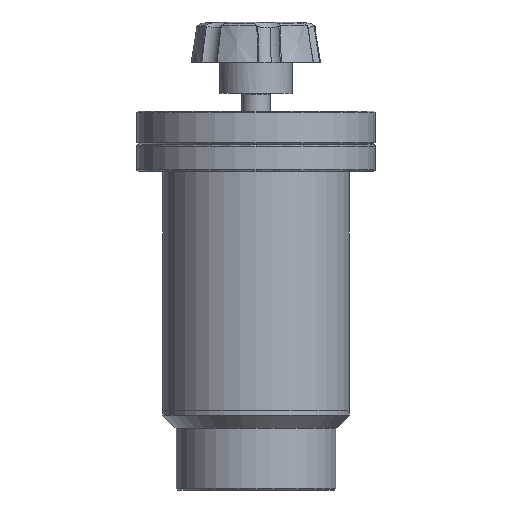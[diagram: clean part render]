
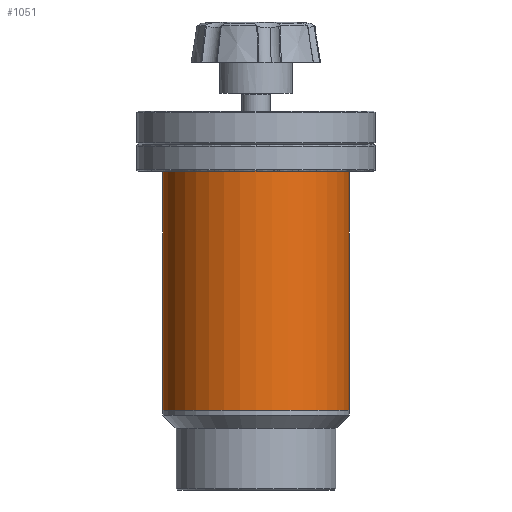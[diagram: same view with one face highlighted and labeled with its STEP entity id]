
A CAD part, front view. The second image highlights one B-rep face of the part: STEP entity #1051.
In plain terms, the highlighted cylindrical face has radius 44.45 mm (diameter 88.9 mm), a partial arc.
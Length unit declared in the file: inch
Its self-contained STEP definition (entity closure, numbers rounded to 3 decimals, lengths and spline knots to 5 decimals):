
#114 = LINE ( 'NONE', #8167, #10179 ) ;
#277 = AXIS2_PLACEMENT_3D ( 'NONE', #7569, #11366, #1839 ) ;
#1051 = ADVANCED_FACE ( 'NONE', ( #11281 ), #3864, .T. ) ;
#1663 = CARTESIAN_POINT ( 'NONE',  ( -1.75, 0., 4.53 ) ) ;
#1839 = DIRECTION ( 'NONE',  ( -1., 0., 0. ) ) ;
#2036 = CARTESIAN_POINT ( 'NONE',  ( 0., 0., 0. ) ) ;
#2400 = CIRCLE ( 'NONE', #2598, 1.75 ) ;
#2481 = VERTEX_POINT ( 'NONE', #3833 ) ;
#2492 = VERTEX_POINT ( 'NONE', #6672 ) ;
#2598 = AXIS2_PLACEMENT_3D ( 'NONE', #9958, #4318, #10851 ) ;
#2872 = EDGE_CURVE ( 'NONE', #12129, #5148, #114, .T. ) ;
#3007 = DIRECTION ( 'NONE',  ( -1., 0., 0. ) ) ;
#3341 = DIRECTION ( 'NONE',  ( 0., 0., -1. ) ) ;
#3833 = CARTESIAN_POINT ( 'NONE',  ( 1.75, 0., 4.53 ) ) ;
#3864 = CYLINDRICAL_SURFACE ( 'NONE', #277, 1.75 ) ;
#4318 = DIRECTION ( 'NONE',  ( 0., 0., -1. ) ) ;
#4990 = ORIENTED_EDGE ( 'NONE', *, *, #7860, .T. ) ;
#5148 = VERTEX_POINT ( 'NONE', #5196 ) ;
#5196 = CARTESIAN_POINT ( 'NONE',  ( -1.75, 0., 0. ) ) ;
#6275 = CARTESIAN_POINT ( 'NONE',  ( 1.75, 0., 4.55 ) ) ;
#6645 = VECTOR ( 'NONE', #11787, 39.37008 ) ;
#6672 = CARTESIAN_POINT ( 'NONE',  ( 1.75, 0., 0. ) ) ;
#7286 = CIRCLE ( 'NONE', #9913, 1.75 ) ;
#7321 = EDGE_CURVE ( 'NONE', #2481, #12129, #2400, .T. ) ;
#7549 = LINE ( 'NONE', #6275, #6645 ) ;
#7569 = CARTESIAN_POINT ( 'NONE',  ( 0., 0., 4.55 ) ) ;
#7860 = EDGE_CURVE ( 'NONE', #5148, #2492, #7286, .T. ) ;
#8167 = CARTESIAN_POINT ( 'NONE',  ( -1.75, 0., 4.55 ) ) ;
#8644 = DIRECTION ( 'NONE',  ( 0., 0., 1. ) ) ;
#8771 = ORIENTED_EDGE ( 'NONE', *, *, #7321, .T. ) ;
#8830 = EDGE_LOOP ( 'NONE', ( #11254, #8771, #12009, #4990 ) ) ;
#9913 = AXIS2_PLACEMENT_3D ( 'NONE', #2036, #8644, #3007 ) ;
#9958 = CARTESIAN_POINT ( 'NONE',  ( 0., 0., 4.53 ) ) ;
#10179 = VECTOR ( 'NONE', #3341, 39.37008 ) ;
#10761 = EDGE_CURVE ( 'NONE', #2481, #2492, #7549, .T. ) ;
#10851 = DIRECTION ( 'NONE',  ( -1., 0., 0. ) ) ;
#11254 = ORIENTED_EDGE ( 'NONE', *, *, #10761, .F. ) ;
#11281 = FACE_OUTER_BOUND ( 'NONE', #8830, .T. ) ;
#11366 = DIRECTION ( 'NONE',  ( 0., 0., -1. ) ) ;
#11787 = DIRECTION ( 'NONE',  ( 0., 0., -1. ) ) ;
#12009 = ORIENTED_EDGE ( 'NONE', *, *, #2872, .T. ) ;
#12129 = VERTEX_POINT ( 'NONE', #1663 ) ;
